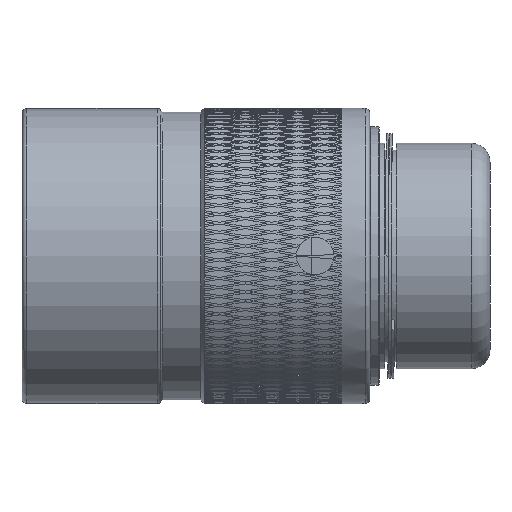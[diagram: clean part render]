
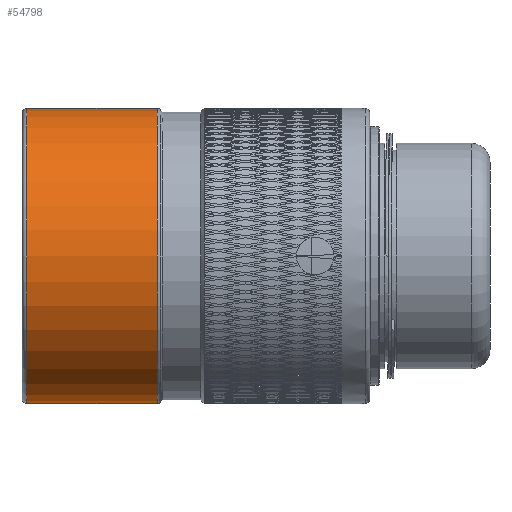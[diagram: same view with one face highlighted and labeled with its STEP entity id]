
A CAD part, front view. The second image highlights one B-rep face of the part: STEP entity #54798.
In plain terms, the highlighted cylindrical face has radius 15.7 mm (diameter 31.4 mm), a full revolution.
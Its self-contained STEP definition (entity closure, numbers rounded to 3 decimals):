
#2695=FACE_OUTER_BOUND('',#6841,.T.);
#5917=CIRCLE('',#58060,15.7);
#5918=CIRCLE('',#58061,15.7);
#5923=CIRCLE('',#58068,15.7);
#5924=CIRCLE('',#58069,15.7);
#5925=CIRCLE('',#58070,15.7);
#6841=EDGE_LOOP('',(#33688,#33689,#33690,#33691,#33692,#33693,#33694));
#17932=LINE('',#63000,#18504);
#18504=VECTOR('',#59350,15.7);
#19116=VERTEX_POINT('',#62980);
#19117=VERTEX_POINT('',#62982);
#19121=VERTEX_POINT('',#62995);
#19122=VERTEX_POINT('',#62996);
#19123=VERTEX_POINT('',#62998);
#24946=EDGE_CURVE('',#19116,#19117,#5917,.T.);
#24947=EDGE_CURVE('',#19117,#19116,#5918,.T.);
#24953=EDGE_CURVE('',#19121,#19122,#5923,.T.);
#24954=EDGE_CURVE('',#19123,#19121,#5924,.T.);
#24955=EDGE_CURVE('',#19123,#19117,#17932,.T.);
#24956=EDGE_CURVE('',#19122,#19123,#5925,.T.);
#33688=ORIENTED_EDGE('',*,*,#24953,.F.);
#33689=ORIENTED_EDGE('',*,*,#24954,.F.);
#33690=ORIENTED_EDGE('',*,*,#24955,.T.);
#33691=ORIENTED_EDGE('',*,*,#24946,.F.);
#33692=ORIENTED_EDGE('',*,*,#24947,.F.);
#33693=ORIENTED_EDGE('',*,*,#24955,.F.);
#33694=ORIENTED_EDGE('',*,*,#24956,.F.);
#50998=CYLINDRICAL_SURFACE('',#58067,15.7);
#54798=ADVANCED_FACE('',(#2695),#50998,.T.);
#58060=AXIS2_PLACEMENT_3D('',#62983,#59329,#59330);
#58061=AXIS2_PLACEMENT_3D('',#62984,#59331,#59332);
#58067=AXIS2_PLACEMENT_3D('',#62994,#59344,#59345);
#58068=AXIS2_PLACEMENT_3D('',#62997,#59346,#59347);
#58069=AXIS2_PLACEMENT_3D('',#62999,#59348,#59349);
#58070=AXIS2_PLACEMENT_3D('',#63001,#59351,#59352);
#59329=DIRECTION('center_axis',(1.,0.,0.));
#59330=DIRECTION('ref_axis',(0.,1.,0.));
#59331=DIRECTION('center_axis',(1.,0.,0.));
#59332=DIRECTION('ref_axis',(0.,1.,0.));
#59344=DIRECTION('center_axis',(-1.,0.,0.));
#59345=DIRECTION('ref_axis',(0.,1.,0.));
#59346=DIRECTION('center_axis',(-1.,0.,0.));
#59347=DIRECTION('ref_axis',(0.,-1.,0.));
#59348=DIRECTION('center_axis',(-1.,0.,0.));
#59349=DIRECTION('ref_axis',(0.,-1.,0.));
#59350=DIRECTION('',(1.,0.,0.));
#59351=DIRECTION('center_axis',(-1.,0.,0.));
#59352=DIRECTION('ref_axis',(0.,-1.,0.));
#62980=CARTESIAN_POINT('',(3.093,0.,15.7));
#62982=CARTESIAN_POINT('',(3.093,-15.7,0.));
#62983=CARTESIAN_POINT('Origin',(3.093,0.,0.));
#62984=CARTESIAN_POINT('Origin',(3.093,0.,0.));
#62994=CARTESIAN_POINT('Origin',(7.2,0.,0.));
#62995=CARTESIAN_POINT('',(-10.8,15.7,0.));
#62996=CARTESIAN_POINT('',(-10.8,0.,-15.7));
#62997=CARTESIAN_POINT('Origin',(-10.8,0.,0.));
#62998=CARTESIAN_POINT('',(-10.8,-15.7,0.));
#62999=CARTESIAN_POINT('Origin',(-10.8,0.,0.));
#63000=CARTESIAN_POINT('',(7.2,-15.7,0.));
#63001=CARTESIAN_POINT('Origin',(-10.8,0.,0.));
